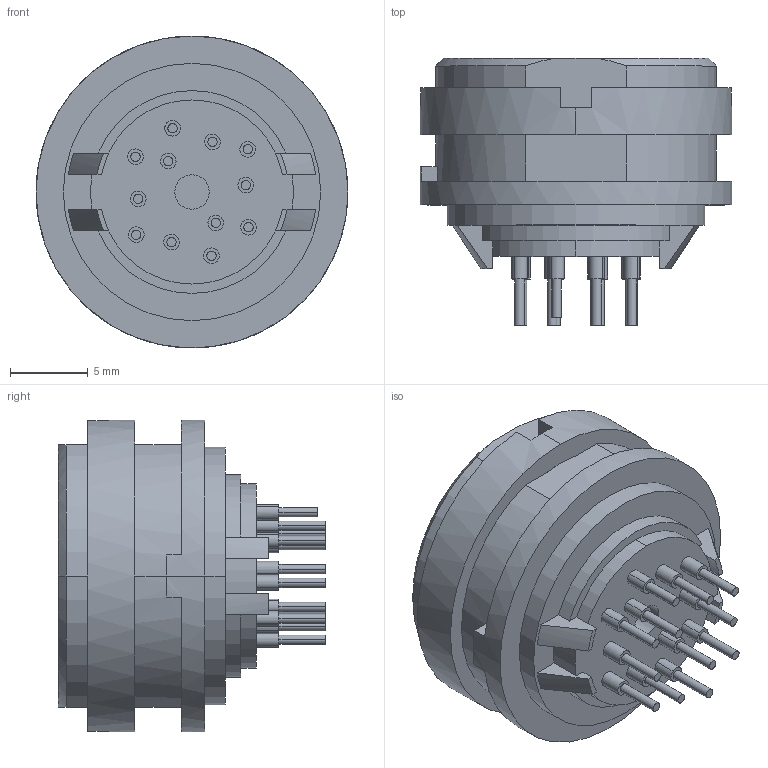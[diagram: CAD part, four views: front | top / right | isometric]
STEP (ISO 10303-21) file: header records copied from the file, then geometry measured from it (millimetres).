
FILE_DESCRIPTION(('CoCreate Modeling STEP Export'),'2;1');
FILE_NAME('model.stp','2010-07-15T13:50:13',(''),(''),'CoCreate Modeling STEP processor for AP214 (Solid Model)','CoCreate Modeling 16.00C 25-Feb-2009 (C) Parametric Technology GmbH','');
FILE_SCHEMA(('AUTOMOTIVE_DESIGN { 1 0 10303 214 1 1 1 1 }'));
Length unit declared in the file: millimetre
Products named in the file (2): KGR_120
Assembly tree (1 placements, depth 2):
  KGR_120
    KGR_120
Bounding box: 20 x 17.15 x 20 mm (x, y, z)
Volume: 2264.3 mm3; surface area: 2275.3 mm2
Topology: 1 solids, 1 shells, 202 faces, 477 edges, 320 vertices
Faces by surface type: cylinder 109, plane 79, cone 14
Entity records: 6151 total; most frequent: CARTESIAN_POINT 1008, ORIENTED_EDGE 954, DIRECTION 699, EDGE_CURVE 477, VERTEX_POINT 320, AXIS2_PLACEMENT_3D 252, EDGE_LOOP 245, FACE_OUTER_BOUND 202
